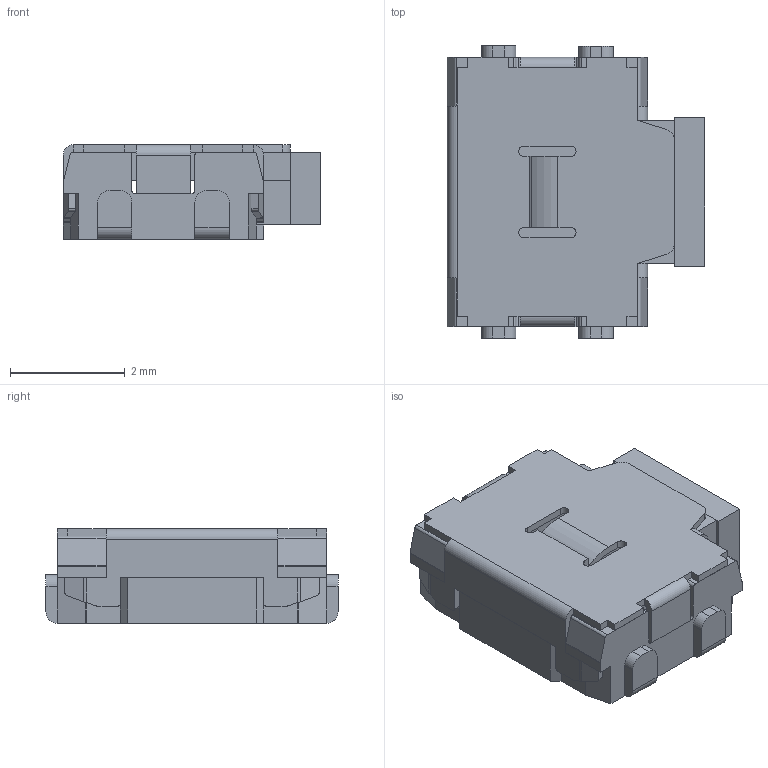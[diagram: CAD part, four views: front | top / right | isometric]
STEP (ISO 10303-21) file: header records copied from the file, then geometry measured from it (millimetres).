
FILE_DESCRIPTION( ( '' ), ' ' );
FILE_NAME( '59cfb2b30530560e903ddf66.step', '2017-09-30T15:05:24', ( '' ), ( '' ), ' ', ' ', ' ' );
FILE_SCHEMA( ( 'AUTOMOTIVE_DESIGN { 1 0 10303 214 1 1 1 1 }' ) );
Length unit declared in the file: metre
Products named in the file (8): Open CASCADE STEP translator 6.8 2; Open CASCADE STEP translator 6.8 7; Open CASCADE STEP translator 6.8 6; Open CASCADE STEP translator 6.8 5; Open CASCADE STEP translator 6.8 4; Open CASCADE STEP translator 6.8 3; Open CASCADE STEP translator 6.8 1
Bounding box: 4.5 x 5.11 x 1.65 mm (x, y, z)
Volume: 19 mm3; surface area: 164.6 mm2
Topology: 7 solids, 44 shells, 349 faces, 1042 edges, 748 vertices
Faces by surface type: plane 264, cylinder 76, bspline 4, torus 3, revolution 2
Entity records: 18465 total; most frequent: CARTESIAN_POINT 2724, ORIENTED_EDGE 1884, DIRECTION 1622, STYLED_ITEM 1143, PRESENTATION_STYLE_ASSIGNMENT 1143, COLOUR_RGB 1143, EDGE_CURVE 1042, CURVE_STYLE 794
